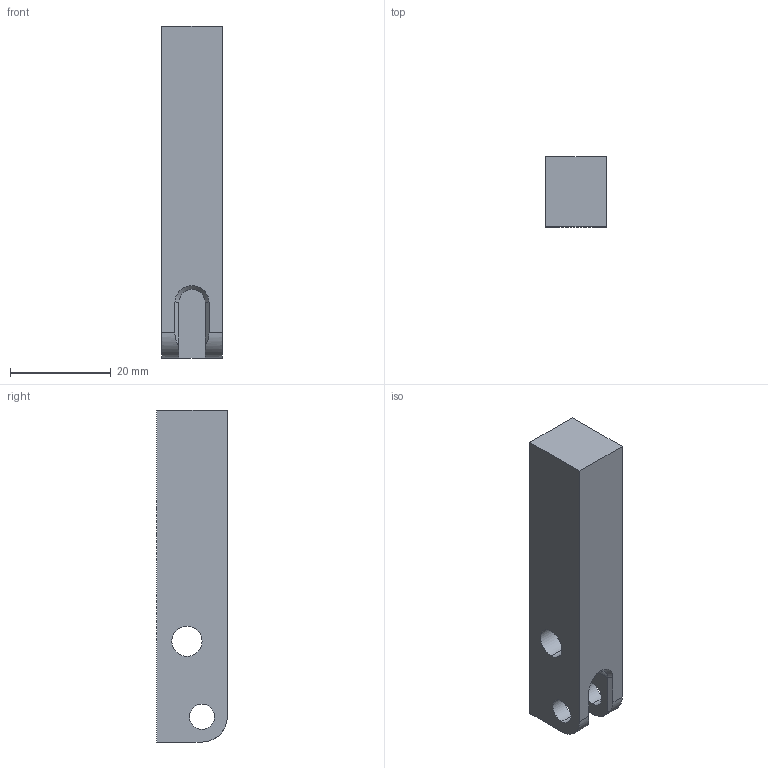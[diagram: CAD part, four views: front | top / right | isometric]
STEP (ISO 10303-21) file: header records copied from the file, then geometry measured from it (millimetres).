
FILE_DESCRIPTION((''),'2;1');
FILE_NAME('ILC91611202','2016-10-10T',('bcd'),(''),'PRO/ENGINEER BY PARAMETRIC TECHNOLOGY CORPORATION, 2013320','PRO/ENGINEER BY PARAMETRIC TECHNOLOGY CORPORATION, 2013320','');
FILE_SCHEMA(('AUTOMOTIVE_DESIGN { 1 0 10303 214 1 1 1 1 }'));
Length unit declared in the file: inch
Products named in the file (1): ILC91611202
Bounding box: 11.99 x 14 x 65.99 mm (x, y, z)
Volume: 9799.6 mm3; surface area: 4190 mm2
Topology: 1 solids, 1 shells, 21 faces, 55 edges, 36 vertices
Faces by surface type: plane 11, cylinder 9, cone 1
Entity records: 904 total; most frequent: CARTESIAN_POINT 122, DIRECTION 114, ORIENTED_EDGE 110, PRESENTATION_STYLE_ASSIGNMENT 56, STYLED_ITEM 56, CURVE_STYLE 55, EDGE_CURVE 55, AXIS2_PLACEMENT_3D 40
